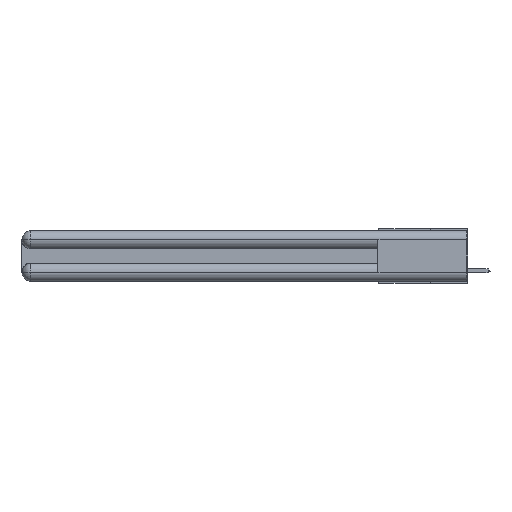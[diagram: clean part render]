
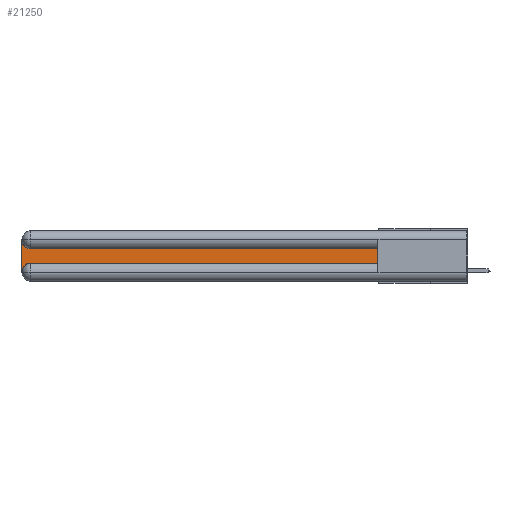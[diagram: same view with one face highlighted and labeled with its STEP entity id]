
A CAD part, left-side view. The second image highlights one B-rep face of the part: STEP entity #21250.
In plain terms, the highlighted planar face has unit normal (-1, 0, 0).
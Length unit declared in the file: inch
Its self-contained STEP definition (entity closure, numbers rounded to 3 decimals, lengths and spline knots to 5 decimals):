
#60 = LINE ( 'NONE', #1620, #3693 ) ;
#379 = AXIS2_PLACEMENT_3D ( 'NONE', #14276, #11946, #21341 ) ;
#787 = CARTESIAN_POINT ( 'NONE',  ( 0.075, 2.94, -0.0625 ) ) ;
#1518 = DIRECTION ( 'NONE',  ( 0., 0., 1. ) ) ;
#1620 = CARTESIAN_POINT ( 'NONE',  ( 0.075, 0.6, -0.2175 ) ) ;
#3693 = VECTOR ( 'NONE', #1518, 39.37008 ) ;
#3795 = CARTESIAN_POINT ( 'NONE',  ( 0.075, 2.94, -0.2775 ) ) ;
#5280 = CARTESIAN_POINT ( 'NONE',  ( 0.075, 3., -0.2175 ) ) ;
#5430 = EDGE_CURVE ( 'NONE', #20806, #7709, #26796, .T. ) ;
#6043 = VECTOR ( 'NONE', #7688, 39.37008 ) ;
#6423 = CIRCLE ( 'NONE', #21743, 0.06 ) ;
#7688 = DIRECTION ( 'NONE',  ( 0., 0., -1. ) ) ;
#7709 = VERTEX_POINT ( 'NONE', #16931 ) ;
#8216 = CARTESIAN_POINT ( 'NONE',  ( 0.075, 0.6, -0.2175 ) ) ;
#9074 = ORIENTED_EDGE ( 'NONE', *, *, #5430, .T. ) ;
#9200 = LINE ( 'NONE', #24854, #27054 ) ;
#10080 = EDGE_CURVE ( 'NONE', #18343, #25844, #60, .T. ) ;
#10956 = EDGE_CURVE ( 'NONE', #24388, #20806, #20631, .T. ) ;
#11548 = EDGE_CURVE ( 'NONE', #25844, #19508, #18084, .T. ) ;
#11946 = DIRECTION ( 'NONE',  ( 1., 0., 0. ) ) ;
#13347 = DIRECTION ( 'NONE',  ( 0., 0., -1. ) ) ;
#13524 = EDGE_LOOP ( 'NONE', ( #17526, #16198, #15415, #9074, #29758, #17656 ) ) ;
#14276 = CARTESIAN_POINT ( 'NONE',  ( 0.075, 3., -0.1225 ) ) ;
#15415 = ORIENTED_EDGE ( 'NONE', *, *, #10956, .T. ) ;
#15452 = FACE_OUTER_BOUND ( 'NONE', #13524, .T. ) ;
#15523 = EDGE_CURVE ( 'NONE', #19508, #24388, #6423, .T. ) ;
#16198 = ORIENTED_EDGE ( 'NONE', *, *, #15523, .T. ) ;
#16754 = CARTESIAN_POINT ( 'NONE',  ( 0.075, 0.6, -0.1225 ) ) ;
#16931 = CARTESIAN_POINT ( 'NONE',  ( 0.075, 2.94, -0.2175 ) ) ;
#17526 = ORIENTED_EDGE ( 'NONE', *, *, #11548, .T. ) ;
#17656 = ORIENTED_EDGE ( 'NONE', *, *, #10080, .T. ) ;
#18084 = LINE ( 'NONE', #16754, #22821 ) ;
#18343 = VERTEX_POINT ( 'NONE', #8216 ) ;
#18776 = PLANE ( 'NONE',  #379 ) ;
#18976 = EDGE_CURVE ( 'NONE', #7709, #18343, #9200, .T. ) ;
#19508 = VERTEX_POINT ( 'NONE', #24428 ) ;
#20631 = LINE ( 'NONE', #5280, #6043 ) ;
#20806 = VERTEX_POINT ( 'NONE', #24303 ) ;
#21250 = ADVANCED_FACE ( 'NONE', ( #15452 ), #18776, .F. ) ;
#21341 = DIRECTION ( 'NONE',  ( 0., 0., -1. ) ) ;
#21566 = CARTESIAN_POINT ( 'NONE',  ( 0.075, 0.6, -0.1225 ) ) ;
#21646 = DIRECTION ( 'NONE',  ( 0., 1., 0. ) ) ;
#21743 = AXIS2_PLACEMENT_3D ( 'NONE', #787, #29613, #29519 ) ;
#22821 = VECTOR ( 'NONE', #21646, 39.37008 ) ;
#23454 = AXIS2_PLACEMENT_3D ( 'NONE', #3795, #27510, #13347 ) ;
#24303 = CARTESIAN_POINT ( 'NONE',  ( 0.075, 3., -0.2775 ) ) ;
#24388 = VERTEX_POINT ( 'NONE', #27644 ) ;
#24428 = CARTESIAN_POINT ( 'NONE',  ( 0.075, 2.94, -0.1225 ) ) ;
#24854 = CARTESIAN_POINT ( 'NONE',  ( 0.075, 0.6, -0.2175 ) ) ;
#25070 = DIRECTION ( 'NONE',  ( 0., -1., 0. ) ) ;
#25844 = VERTEX_POINT ( 'NONE', #21566 ) ;
#26796 = CIRCLE ( 'NONE', #23454, 0.06 ) ;
#27054 = VECTOR ( 'NONE', #25070, 39.37008 ) ;
#27510 = DIRECTION ( 'NONE',  ( 1., 0., 0. ) ) ;
#27644 = CARTESIAN_POINT ( 'NONE',  ( 0.075, 3., -0.0625 ) ) ;
#29519 = DIRECTION ( 'NONE',  ( 0., 0., -1. ) ) ;
#29613 = DIRECTION ( 'NONE',  ( 1., 0., 0. ) ) ;
#29758 = ORIENTED_EDGE ( 'NONE', *, *, #18976, .T. ) ;
